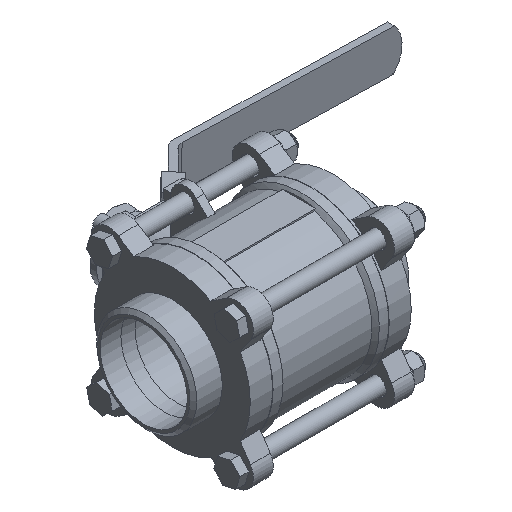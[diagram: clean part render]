
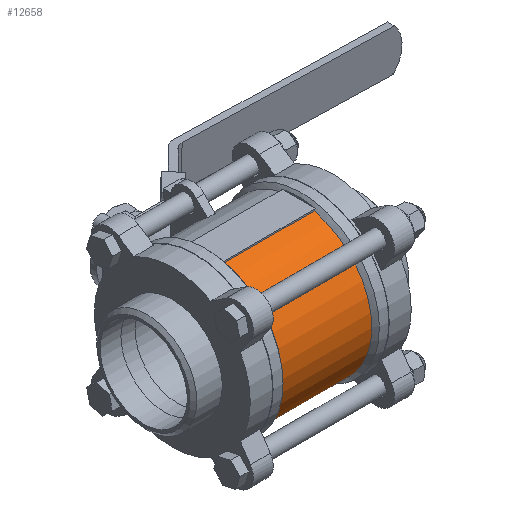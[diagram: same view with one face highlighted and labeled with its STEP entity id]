
A CAD part, isometric view. The second image highlights one B-rep face of the part: STEP entity #12658.
In plain terms, the highlighted cylindrical face has radius 44.75 mm (diameter 89.5 mm), a partial arc.
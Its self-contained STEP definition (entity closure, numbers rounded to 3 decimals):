
#429=CYLINDRICAL_SURFACE('',#13311,44.75);
#1581=LINE('',#22392,#2407);
#1590=LINE('',#22423,#2416);
#2407=VECTOR('',#14554,1000.);
#2416=VECTOR('',#14589,1000.);
#4031=ORIENTED_EDGE('',*,*,#7574,.F.);
#4032=ORIENTED_EDGE('',*,*,#7373,.T.);
#4033=ORIENTED_EDGE('',*,*,#7575,.T.);
#4034=ORIENTED_EDGE('',*,*,#7389,.F.);
#7373=EDGE_CURVE('',#9205,#9204,#1581,.T.);
#7389=EDGE_CURVE('',#9214,#9215,#1590,.T.);
#7574=EDGE_CURVE('',#9205,#9214,#10264,.T.);
#7575=EDGE_CURVE('',#9204,#9215,#10265,.T.);
#9204=VERTEX_POINT('',#22391);
#9205=VERTEX_POINT('',#22393);
#9214=VERTEX_POINT('',#22424);
#9215=VERTEX_POINT('',#22425);
#10264=CIRCLE('',#13312,44.75);
#10265=CIRCLE('',#13313,44.75);
#10762=EDGE_LOOP('',(#4031,#4032,#4033,#4034));
#11554=FACE_BOUND('',#10762,.T.);
#12658=ADVANCED_FACE('',(#11554),#429,.T.);
#13311=AXIS2_PLACEMENT_3D('',#28389,#14739,#14740);
#13312=AXIS2_PLACEMENT_3D('',#28390,#14741,#14742);
#13313=AXIS2_PLACEMENT_3D('',#28391,#14743,#14744);
#14554=DIRECTION('',(1.,0.,0.));
#14589=DIRECTION('',(1.,0.,0.));
#14739=DIRECTION('',(-1.,0.,0.));
#14740=DIRECTION('',(0.,0.,1.));
#14741=DIRECTION('',(-1.,0.,0.));
#14742=DIRECTION('',(0.,0.,1.));
#14743=DIRECTION('',(-1.,0.,0.));
#14744=DIRECTION('',(0.,0.,1.));
#22391=CARTESIAN_POINT('',(27.,-10.,-43.618));
#22392=CARTESIAN_POINT('',(-43.132,-10.,-43.618));
#22393=CARTESIAN_POINT('',(-27.,-10.,-43.618));
#22423=CARTESIAN_POINT('',(-43.132,-10.,43.618));
#22424=CARTESIAN_POINT('',(-27.,-10.,43.618));
#22425=CARTESIAN_POINT('',(27.,-10.,43.618));
#28389=CARTESIAN_POINT('',(-43.132,0.,0.));
#28390=CARTESIAN_POINT('',(-27.,0.,0.));
#28391=CARTESIAN_POINT('',(27.,0.,0.));
